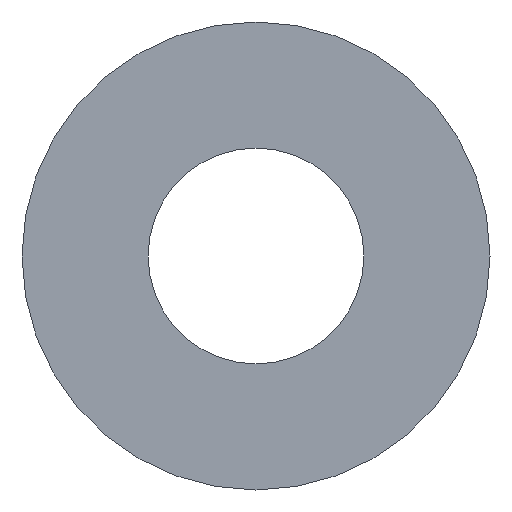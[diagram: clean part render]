
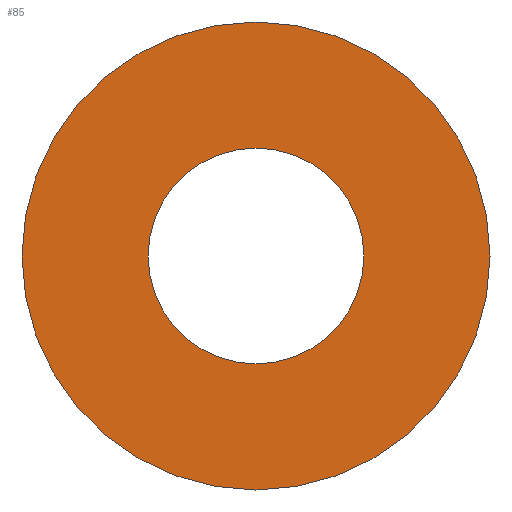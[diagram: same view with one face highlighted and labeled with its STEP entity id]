
A CAD part, front view. The second image highlights one B-rep face of the part: STEP entity #85.
In plain terms, the highlighted planar face has unit normal (0, -1, 0).
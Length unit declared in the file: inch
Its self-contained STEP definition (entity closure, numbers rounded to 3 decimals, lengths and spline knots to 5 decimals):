
#20=FACE_BOUND('',#27,.T.);
#22=FACE_OUTER_BOUND('',#26,.T.);
#26=EDGE_LOOP('',(#58,#59));
#27=EDGE_LOOP('',(#60,#61));
#32=CIRCLE('',#110,0.1875);
#33=CIRCLE('',#111,0.1875);
#34=CIRCLE('',#112,0.0865);
#35=CIRCLE('',#113,0.0865);
#40=VERTEX_POINT('',#151);
#41=VERTEX_POINT('',#152);
#42=VERTEX_POINT('',#155);
#43=VERTEX_POINT('',#156);
#48=EDGE_CURVE('',#40,#41,#32,.T.);
#49=EDGE_CURVE('',#41,#40,#33,.T.);
#50=EDGE_CURVE('',#42,#43,#34,.T.);
#51=EDGE_CURVE('',#43,#42,#35,.T.);
#58=ORIENTED_EDGE('',*,*,#48,.T.);
#59=ORIENTED_EDGE('',*,*,#49,.T.);
#60=ORIENTED_EDGE('',*,*,#50,.F.);
#61=ORIENTED_EDGE('',*,*,#51,.F.);
#78=PLANE('',#109);
#85=ADVANCED_FACE('',(#22,#20),#78,.T.);
#109=AXIS2_PLACEMENT_3D('',#150,#123,#124);
#110=AXIS2_PLACEMENT_3D('',#153,#125,#126);
#111=AXIS2_PLACEMENT_3D('',#154,#127,#128);
#112=AXIS2_PLACEMENT_3D('',#157,#129,#130);
#113=AXIS2_PLACEMENT_3D('',#158,#131,#132);
#123=DIRECTION('center_axis',(0.,-1.,0.));
#124=DIRECTION('ref_axis',(0.,0.,-1.));
#125=DIRECTION('center_axis',(0.,-1.,0.));
#126=DIRECTION('ref_axis',(0.,0.,-1.));
#127=DIRECTION('center_axis',(0.,-1.,0.));
#128=DIRECTION('ref_axis',(0.,0.,-1.));
#129=DIRECTION('center_axis',(0.,-1.,0.));
#130=DIRECTION('ref_axis',(0.,0.,-1.));
#131=DIRECTION('center_axis',(0.,-1.,0.));
#132=DIRECTION('ref_axis',(0.,0.,-1.));
#150=CARTESIAN_POINT('Origin',(0.,0.,0.));
#151=CARTESIAN_POINT('',(0.,0.,0.1875));
#152=CARTESIAN_POINT('',(0.,0.,-0.1875));
#153=CARTESIAN_POINT('Origin',(0.,0.,0.));
#154=CARTESIAN_POINT('Origin',(0.,0.,0.));
#155=CARTESIAN_POINT('',(0.,0.,0.0865));
#156=CARTESIAN_POINT('',(0.,0.,-0.0865));
#157=CARTESIAN_POINT('Origin',(0.,0.,0.));
#158=CARTESIAN_POINT('Origin',(0.,0.,0.));
